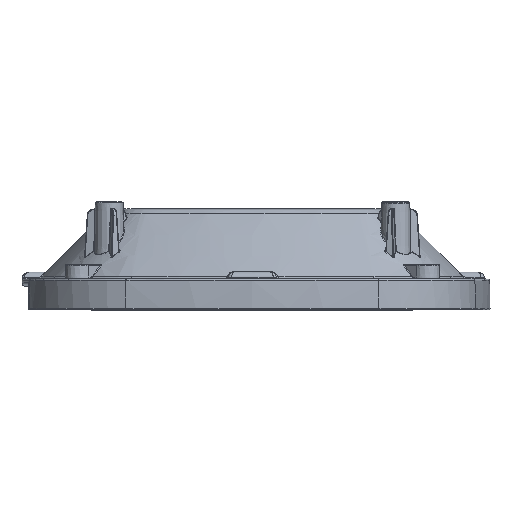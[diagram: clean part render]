
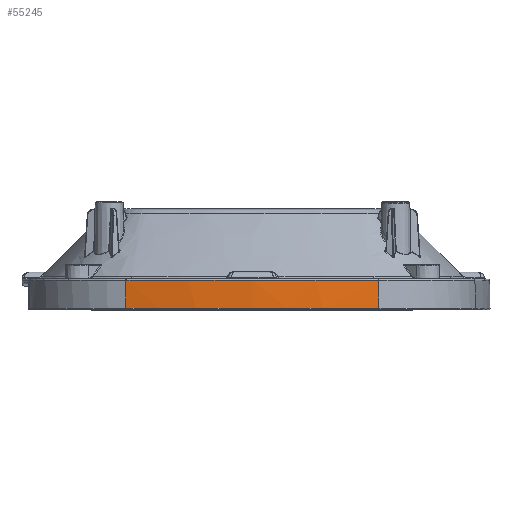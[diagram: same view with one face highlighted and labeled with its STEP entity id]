
A CAD part, top view. The second image highlights one B-rep face of the part: STEP entity #55245.
In plain terms, the highlighted conical face has half-angle 1 degrees and reference radius 159.124 mm.
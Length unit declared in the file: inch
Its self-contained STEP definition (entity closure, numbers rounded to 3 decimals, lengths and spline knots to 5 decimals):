
#361 = ORIENTED_EDGE ( 'NONE', *, *, #4835, .T. ) ;
#1961 =( BOUNDED_CURVE ( )  B_SPLINE_CURVE ( 3, ( #23777, #60736, #51523, #12793 ),
 .UNSPECIFIED., .F., .T. ) 
 B_SPLINE_CURVE_WITH_KNOTS ( ( 4, 4 ),
 ( 0., 1. ),
 .UNSPECIFIED. ) 
 CURVE ( )  GEOMETRIC_REPRESENTATION_ITEM ( )  RATIONAL_B_SPLINE_CURVE ( ( 1., 0.996, 0.996, 1. ) ) 
 REPRESENTATION_ITEM ( '' )  );
#2503 = CARTESIAN_POINT ( 'NONE',  ( -0.00374, 0.31523, -3.58661 ) ) ;
#4184 = VERTEX_POINT ( 'NONE', #36258 ) ;
#4835 = EDGE_CURVE ( 'NONE', #8244, #4184, #8841, .T. ) ;
#5503 = CONICAL_SURFACE ( 'NONE', #58137, 6.26471, 0.017 ) ;
#7773 = CARTESIAN_POINT ( 'NONE',  ( -1.42982, -0.00003, 2.51363 ) ) ;
#8244 = VERTEX_POINT ( 'NONE', #45268 ) ;
#8841 = LINE ( 'NONE', #10410, #56945 ) ;
#10410 = CARTESIAN_POINT ( 'NONE',  ( 1.42234, 0.00006, 2.51363 ) ) ;
#12793 = CARTESIAN_POINT ( 'NONE',  ( -0.00374, -0.00003, 2.6781 ) ) ;
#14778 = ORIENTED_EDGE ( 'NONE', *, *, #44661, .F. ) ;
#15474 = ORIENTED_EDGE ( 'NONE', *, *, #56284, .F. ) ;
#16473 = CARTESIAN_POINT ( 'NONE',  ( -1.42982, -0.00003, 2.51363 ) ) ;
#16495 = CARTESIAN_POINT ( 'NONE',  ( -1.42856, 0.31519, 2.50827 ) ) ;
#17065 = CARTESIAN_POINT ( 'NONE',  ( -0.00374, -0.00003, 2.6781 ) ) ;
#18997 = VERTEX_POINT ( 'NONE', #16473 ) ;
#22416 = DIRECTION ( 'NONE',  ( 0., -1., 0. ) ) ;
#22873 =( BOUNDED_CURVE ( )  B_SPLINE_CURVE ( 3, ( #55671, #31552, #50922, #7773 ),
 .UNSPECIFIED., .F., .T. ) 
 B_SPLINE_CURVE_WITH_KNOTS ( ( 4, 4 ),
 ( 0., 1. ),
 .UNSPECIFIED. ) 
 CURVE ( )  GEOMETRIC_REPRESENTATION_ITEM ( )  RATIONAL_B_SPLINE_CURVE ( ( 1., 0.996, 0.996, 1. ) ) 
 REPRESENTATION_ITEM ( '' )  );
#23777 = CARTESIAN_POINT ( 'NONE',  ( 1.42234, -0.00003, 2.51363 ) ) ;
#24276 = CARTESIAN_POINT ( 'NONE',  ( -1.42982, 0.00006, 2.51363 ) ) ;
#31552 = CARTESIAN_POINT ( 'NONE',  ( -0.48436, -0.00012, 2.6781 ) ) ;
#31955 = VERTEX_POINT ( 'NONE', #17065 ) ;
#32194 = ORIENTED_EDGE ( 'NONE', *, *, #42307, .F. ) ;
#32284 = CARTESIAN_POINT ( 'NONE',  ( -0.00374, 0.0001, -3.58661 ) ) ;
#32290 = VECTOR ( 'NONE', #43651, 39.37008 ) ;
#33205 = DIRECTION ( 'NONE',  ( 1., 0., 0. ) ) ;
#34196 = DIRECTION ( 'NONE',  ( -0.004, 1., -0.017 ) ) ;
#35282 = AXIS2_PLACEMENT_3D ( 'NONE', #2503, #22416, #51652 ) ;
#36258 = CARTESIAN_POINT ( 'NONE',  ( 1.42109, 0.31519, 2.50827 ) ) ;
#36318 = CIRCLE ( 'NONE', #35282, 6.25921 ) ;
#37664 = FACE_OUTER_BOUND ( 'NONE', #62726, .T. ) ;
#41345 = VERTEX_POINT ( 'NONE', #16495 ) ;
#42307 = EDGE_CURVE ( 'NONE', #18997, #41345, #57907, .T. ) ;
#42739 = DIRECTION ( 'NONE',  ( 0., -1., 0. ) ) ;
#43651 = DIRECTION ( 'NONE',  ( 0.004, 1., -0.017 ) ) ;
#44661 = EDGE_CURVE ( 'NONE', #31955, #18997, #22873, .T. ) ;
#45268 = CARTESIAN_POINT ( 'NONE',  ( 1.42234, -0.00003, 2.51363 ) ) ;
#50285 = EDGE_CURVE ( 'NONE', #4184, #41345, #36318, .T. ) ;
#50922 = CARTESIAN_POINT ( 'NONE',  ( -0.96182, -0.00012, 2.62304 ) ) ;
#51523 = CARTESIAN_POINT ( 'NONE',  ( 0.47688, -0.00012, 2.6781 ) ) ;
#51652 = DIRECTION ( 'NONE',  ( 0., 0., 1. ) ) ;
#52420 = ORIENTED_EDGE ( 'NONE', *, *, #50285, .T. ) ;
#55245 = ADVANCED_FACE ( 'NONE', ( #37664 ), #5503, .T. ) ;
#55671 = CARTESIAN_POINT ( 'NONE',  ( -0.00374, -0.00003, 2.6781 ) ) ;
#56284 = EDGE_CURVE ( 'NONE', #8244, #31955, #1961, .T. ) ;
#56945 = VECTOR ( 'NONE', #34196, 39.37008 ) ;
#57907 = LINE ( 'NONE', #24276, #32290 ) ;
#58137 = AXIS2_PLACEMENT_3D ( 'NONE', #32284, #42739, #33205 ) ;
#60736 = CARTESIAN_POINT ( 'NONE',  ( 0.95434, -0.00012, 2.62304 ) ) ;
#62726 = EDGE_LOOP ( 'NONE', ( #52420, #32194, #14778, #15474, #361 ) ) ;
